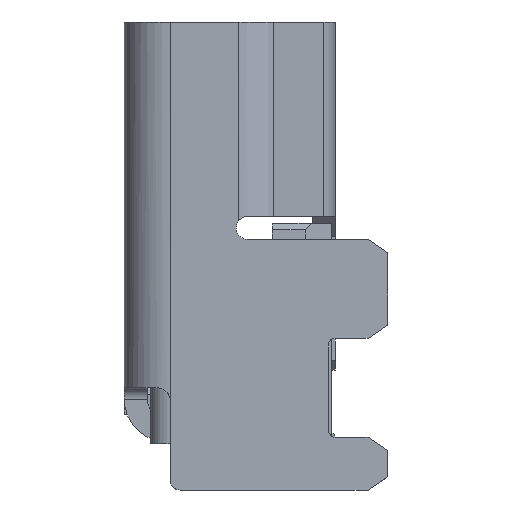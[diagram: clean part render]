
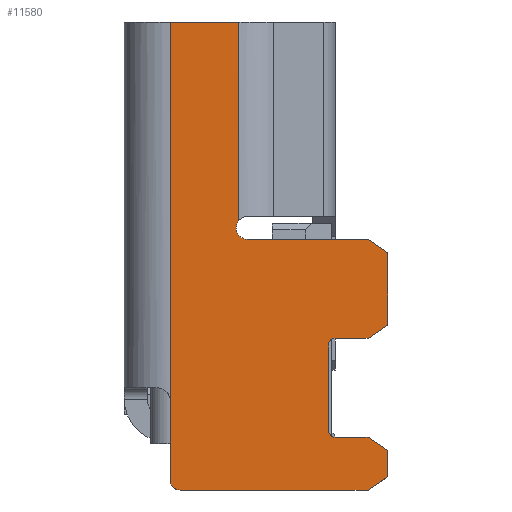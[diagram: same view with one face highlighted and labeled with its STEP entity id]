
A CAD part, left-side view. The second image highlights one B-rep face of the part: STEP entity #11580.
In plain terms, the highlighted planar face has unit normal (-1, 0, 0).
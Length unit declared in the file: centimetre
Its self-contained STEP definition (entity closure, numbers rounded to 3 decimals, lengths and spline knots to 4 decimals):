
#177=PLANE('',#12289);
#665=FACE_OUTER_BOUND('',#1279,.T.);
#1279=EDGE_LOOP('',(#8348,#8349,#8350,#8351,#8352,#8353,#8354,#8355,#8356,
#8357,#8358,#8359,#8360,#8361,#8362,#8363,#8364,#8365,#8366));
#1909=LINE('',#16601,#3341);
#1914=LINE('',#16631,#3346);
#2031=LINE('',#16988,#3463);
#2032=LINE('',#16992,#3464);
#2033=LINE('',#16994,#3465);
#2034=LINE('',#16996,#3466);
#2035=LINE('',#16998,#3467);
#2036=LINE('',#17000,#3468);
#2037=LINE('',#17004,#3469);
#2038=LINE('',#17008,#3470);
#2039=LINE('',#17010,#3471);
#2040=LINE('',#17012,#3472);
#2041=LINE('',#17014,#3473);
#2042=LINE('',#17016,#3474);
#2043=LINE('',#17019,#3475);
#3341=VECTOR('',#13293,100.);
#3346=VECTOR('',#13310,100.);
#3463=VECTOR('',#13621,100.);
#3464=VECTOR('',#13624,100.);
#3465=VECTOR('',#13625,100.);
#3466=VECTOR('',#13626,100.);
#3467=VECTOR('',#13627,100.);
#3468=VECTOR('',#13628,100.);
#3469=VECTOR('',#13631,100.);
#3470=VECTOR('',#13634,100.);
#3471=VECTOR('',#13635,100.);
#3472=VECTOR('',#13636,100.);
#3473=VECTOR('',#13637,100.);
#3474=VECTOR('',#13638,100.);
#3475=VECTOR('',#13641,100.);
#4750=CIRCLE('',#12290,0.015);
#4751=CIRCLE('',#12291,0.01);
#4752=CIRCLE('',#12292,0.01);
#4753=CIRCLE('',#12293,0.0175);
#5091=VERTEX_POINT('',#16599);
#5092=VERTEX_POINT('',#16600);
#5101=VERTEX_POINT('',#16630);
#5188=VERTEX_POINT('',#16987);
#5189=VERTEX_POINT('',#16989);
#5190=VERTEX_POINT('',#16991);
#5191=VERTEX_POINT('',#16993);
#5192=VERTEX_POINT('',#16995);
#5193=VERTEX_POINT('',#16997);
#5194=VERTEX_POINT('',#16999);
#5195=VERTEX_POINT('',#17001);
#5196=VERTEX_POINT('',#17003);
#5197=VERTEX_POINT('',#17005);
#5198=VERTEX_POINT('',#17007);
#5199=VERTEX_POINT('',#17009);
#5200=VERTEX_POINT('',#17011);
#5201=VERTEX_POINT('',#17013);
#5202=VERTEX_POINT('',#17015);
#5203=VERTEX_POINT('',#17017);
#6250=EDGE_CURVE('',#5091,#5092,#1909,.T.);
#6261=EDGE_CURVE('',#5092,#5101,#1914,.T.);
#6415=EDGE_CURVE('',#5091,#5188,#2031,.T.);
#6416=EDGE_CURVE('',#5188,#5189,#4750,.T.);
#6417=EDGE_CURVE('',#5189,#5190,#2032,.T.);
#6418=EDGE_CURVE('',#5190,#5191,#2033,.T.);
#6419=EDGE_CURVE('',#5191,#5192,#2034,.T.);
#6420=EDGE_CURVE('',#5192,#5193,#2035,.T.);
#6421=EDGE_CURVE('',#5193,#5194,#2036,.T.);
#6422=EDGE_CURVE('',#5194,#5195,#4751,.T.);
#6423=EDGE_CURVE('',#5195,#5196,#2037,.T.);
#6424=EDGE_CURVE('',#5196,#5197,#4752,.T.);
#6425=EDGE_CURVE('',#5197,#5198,#2038,.T.);
#6426=EDGE_CURVE('',#5198,#5199,#2039,.T.);
#6427=EDGE_CURVE('',#5199,#5200,#2040,.T.);
#6428=EDGE_CURVE('',#5200,#5201,#2041,.T.);
#6429=EDGE_CURVE('',#5201,#5202,#2042,.T.);
#6430=EDGE_CURVE('',#5202,#5203,#4753,.T.);
#6431=EDGE_CURVE('',#5203,#5101,#2043,.T.);
#8348=ORIENTED_EDGE('',*,*,#6415,.T.);
#8349=ORIENTED_EDGE('',*,*,#6416,.T.);
#8350=ORIENTED_EDGE('',*,*,#6417,.T.);
#8351=ORIENTED_EDGE('',*,*,#6418,.T.);
#8352=ORIENTED_EDGE('',*,*,#6419,.T.);
#8353=ORIENTED_EDGE('',*,*,#6420,.T.);
#8354=ORIENTED_EDGE('',*,*,#6421,.T.);
#8355=ORIENTED_EDGE('',*,*,#6422,.T.);
#8356=ORIENTED_EDGE('',*,*,#6423,.T.);
#8357=ORIENTED_EDGE('',*,*,#6424,.T.);
#8358=ORIENTED_EDGE('',*,*,#6425,.T.);
#8359=ORIENTED_EDGE('',*,*,#6426,.T.);
#8360=ORIENTED_EDGE('',*,*,#6427,.T.);
#8361=ORIENTED_EDGE('',*,*,#6428,.T.);
#8362=ORIENTED_EDGE('',*,*,#6429,.T.);
#8363=ORIENTED_EDGE('',*,*,#6430,.T.);
#8364=ORIENTED_EDGE('',*,*,#6431,.T.);
#8365=ORIENTED_EDGE('',*,*,#6261,.F.);
#8366=ORIENTED_EDGE('',*,*,#6250,.F.);
#11580=ADVANCED_FACE('',(#665),#177,.T.);
#12289=AXIS2_PLACEMENT_3D('',#16986,#13619,#13620);
#12290=AXIS2_PLACEMENT_3D('',#16990,#13622,#13623);
#12291=AXIS2_PLACEMENT_3D('',#17002,#13629,#13630);
#12292=AXIS2_PLACEMENT_3D('',#17006,#13632,#13633);
#12293=AXIS2_PLACEMENT_3D('',#17018,#13639,#13640);
#13293=DIRECTION('',(0.,0.,1.));
#13310=DIRECTION('',(0.,-1.,0.));
#13619=DIRECTION('center_axis',(-1.,0.,0.));
#13620=DIRECTION('ref_axis',(0.,0.,1.));
#13621=DIRECTION('',(0.,0.,-1.));
#13622=DIRECTION('center_axis',(-1.,0.,0.));
#13623=DIRECTION('ref_axis',(0.,0.,1.));
#13624=DIRECTION('',(0.,-1.,0.));
#13625=DIRECTION('',(0.,-0.832,0.555));
#13626=DIRECTION('',(0.,0.,1.));
#13627=DIRECTION('',(0.,0.832,0.555));
#13628=DIRECTION('',(0.,1.,0.));
#13629=DIRECTION('center_axis',(1.,0.,0.));
#13630=DIRECTION('ref_axis',(0.,0.,-1.));
#13631=DIRECTION('',(0.,0.,1.));
#13632=DIRECTION('center_axis',(1.,0.,0.));
#13633=DIRECTION('ref_axis',(0.,0.,-1.));
#13634=DIRECTION('',(0.,-1.,0.));
#13635=DIRECTION('',(0.,-0.832,0.555));
#13636=DIRECTION('',(0.,0.,1.));
#13637=DIRECTION('',(0.,0.832,0.555));
#13638=DIRECTION('',(0.,1.,0.));
#13639=DIRECTION('center_axis',(1.,0.,0.));
#13640=DIRECTION('ref_axis',(0.,0.,-1.));
#13641=DIRECTION('',(0.,0.,1.));
#16599=CARTESIAN_POINT('',(-0.56,0.125,-0.075));
#16600=CARTESIAN_POINT('',(-0.56,0.125,0.5));
#16601=CARTESIAN_POINT('',(-0.56,0.125,0.5));
#16630=CARTESIAN_POINT('',(-0.56,0.021,0.5));
#16631=CARTESIAN_POINT('',(-0.56,-0.125,0.5));
#16986=CARTESIAN_POINT('Origin',(-0.56,0.,-0.21));
#16987=CARTESIAN_POINT('',(-0.56,0.125,-0.195));
#16988=CARTESIAN_POINT('',(-0.56,0.125,-0.21));
#16989=CARTESIAN_POINT('',(-0.56,0.11,-0.21));
#16990=CARTESIAN_POINT('Origin',(-0.56,0.11,-0.195));
#16991=CARTESIAN_POINT('',(-0.56,-0.175,-0.21));
#16992=CARTESIAN_POINT('',(-0.56,0.,-0.21));
#16993=CARTESIAN_POINT('',(-0.56,-0.205,-0.19));
#16994=CARTESIAN_POINT('',(-0.56,-0.175,-0.21));
#16995=CARTESIAN_POINT('',(-0.56,-0.205,-0.15));
#16996=CARTESIAN_POINT('',(-0.56,-0.205,-0.21));
#16997=CARTESIAN_POINT('',(-0.56,-0.175,-0.13));
#16998=CARTESIAN_POINT('',(-0.56,-0.205,-0.15));
#16999=CARTESIAN_POINT('',(-0.56,-0.125,-0.13));
#17000=CARTESIAN_POINT('',(-0.56,0.,-0.13));
#17001=CARTESIAN_POINT('',(-0.56,-0.115,-0.12));
#17002=CARTESIAN_POINT('Origin',(-0.56,-0.125,-0.12));
#17003=CARTESIAN_POINT('',(-0.56,-0.115,0.01));
#17004=CARTESIAN_POINT('',(-0.56,-0.115,-0.21));
#17005=CARTESIAN_POINT('',(-0.56,-0.125,0.02));
#17006=CARTESIAN_POINT('Origin',(-0.56,-0.125,0.01));
#17007=CARTESIAN_POINT('',(-0.56,-0.175,0.02));
#17008=CARTESIAN_POINT('',(-0.56,0.,0.02));
#17009=CARTESIAN_POINT('',(-0.56,-0.205,0.04));
#17010=CARTESIAN_POINT('',(-0.56,-0.175,0.02));
#17011=CARTESIAN_POINT('',(-0.56,-0.205,0.15));
#17012=CARTESIAN_POINT('',(-0.56,-0.205,-0.21));
#17013=CARTESIAN_POINT('',(-0.56,-0.175,0.17));
#17014=CARTESIAN_POINT('',(-0.56,-0.205,0.15));
#17015=CARTESIAN_POINT('',(-0.56,0.0075,0.17));
#17016=CARTESIAN_POINT('',(-0.56,0.,0.17));
#17017=CARTESIAN_POINT('',(-0.56,0.021,0.1986));
#17018=CARTESIAN_POINT('Origin',(-0.56,0.0075,0.1875));
#17019=CARTESIAN_POINT('',(-0.56,0.021,-0.21));
